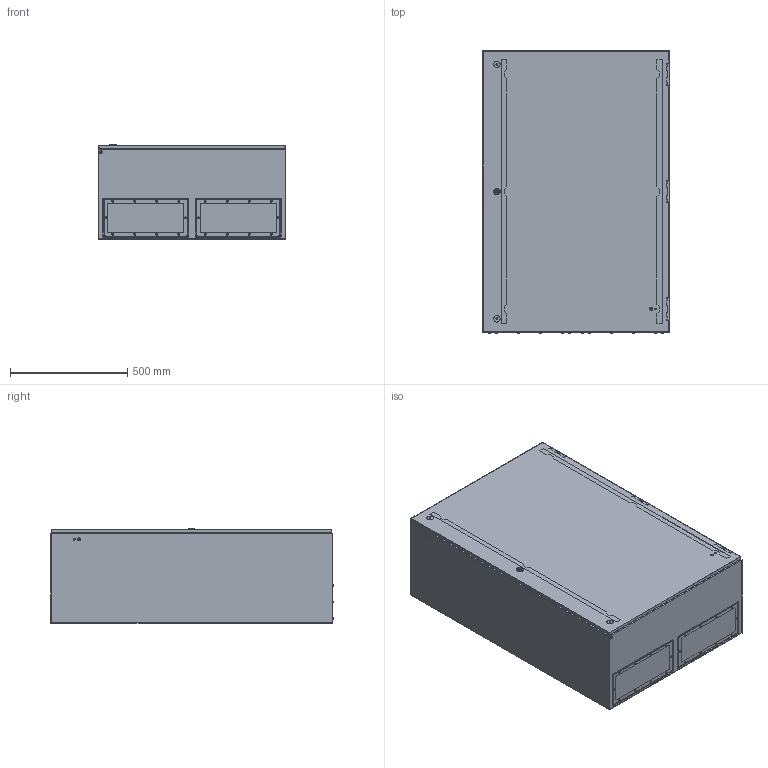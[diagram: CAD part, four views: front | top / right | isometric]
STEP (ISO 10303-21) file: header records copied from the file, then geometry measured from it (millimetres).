
FILE_DESCRIPTION (( 'STEP AP214' ), '1' );
FILE_NAME ('3331-8012-40-07.step', '2023-12-20T13:11:50', ( '' ), ( '' ), 'SwSTEP 2.0', 'SolidWorks 2019', '' );
FILE_SCHEMA (( 'AUTOMOTIVE_DESIGN' ));
Length unit declared in the file: millimetre
Products named in the file (5): Montageplattenbeipack_wg_8012; 3331-8012-40-07; Kabeleinfuehrungsplatte_wg_3080-7035-12-27; Korpus_wg_8012-40; Tuer_wg_3331-8012-00-97
Assembly tree (5 placements, depth 2):
  3331-8012-40-07
    Korpus_wg_8012-40
    Tuer_wg_3331-8012-00-97
    Kabeleinfuehrungsplatte_wg_3080-7035-12-27  x2
    Montageplattenbeipack_wg_8012
Bounding box: 800 x 1203.1 x 407 mm (x, y, z)
Volume: 5854621.7 mm3; surface area: 7615749.9 mm2
Topology: 48 solids, 48 shells, 2420 faces, 6069 edges, 3887 vertices
Faces by surface type: plane 1317, cylinder 785, cone 234, torus 46, sphere 22, bspline 16
Entity records: 79659 total; most frequent: CARTESIAN_POINT 19954, DIRECTION 10463, ORIENTED_EDGE 10146, EDGE_CURVE 5073, AXIS2_PLACEMENT_3D 3836, VERTEX_POINT 3267, LINE 2791, VECTOR 2791
